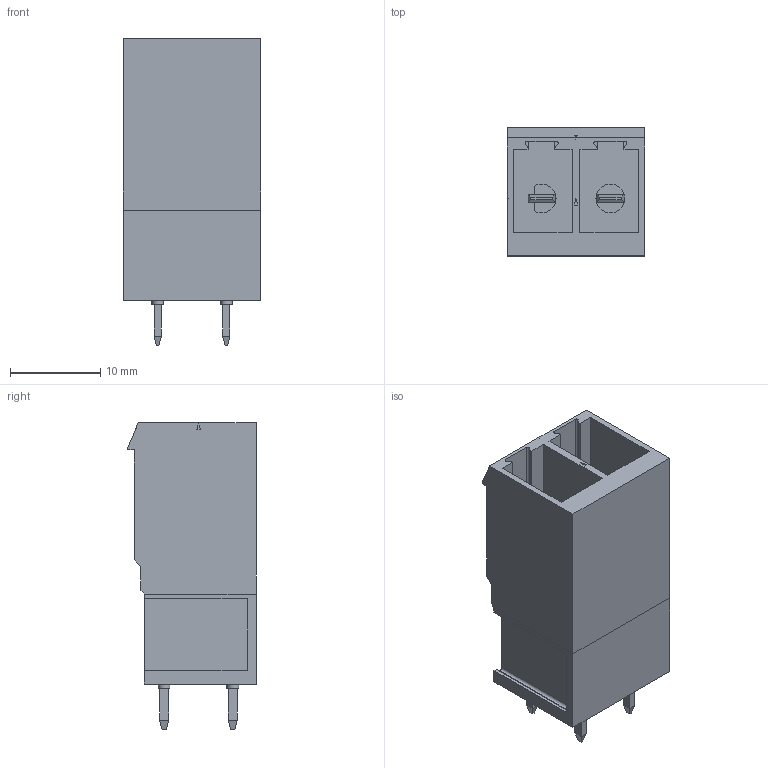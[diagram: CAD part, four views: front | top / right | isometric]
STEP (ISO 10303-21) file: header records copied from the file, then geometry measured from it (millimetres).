
FILE_DESCRIPTION(/* description */ (''),/* implementation_level */ '2;1');
FILE_NAME(/* name */ 'PHOENIX_1804687.stp',/* time_stamp */ '2017-06-19T12:21:58+02:00',/* author */ ('jchouvet'),/* organization */ (''),/* preprocessor_version */ 'ST-DEVELOPER v16.1',/* originating_system */ 'AutoCAD Mechanical',/* authorisation */ '');
FILE_SCHEMA (('AUTOMOTIVE_DESIGN { 1 0 10303 214 3 1 1 }'));
Length unit declared in the file: millimetre
Products named in the file (1): Product
Bounding box: 15.22 x 14.25 x 34 mm (x, y, z)
Volume: 3774.4 mm3; surface area: 3824.2 mm2
Topology: 15 solids, 15 shells, 177 faces, 410 edges, 268 vertices
Faces by surface type: plane 159, cylinder 18
Full cylindrical faces by diameter (mm): 1.3 x4, 3.2 x1
Entity records: 4932 total; most frequent: CARTESIAN_POINT 851, ORIENTED_EDGE 810, DIRECTION 797, EDGE_CURVE 405, LINE 369, VECTOR 369, VERTEX_POINT 268, AXIS2_PLACEMENT_3D 214
